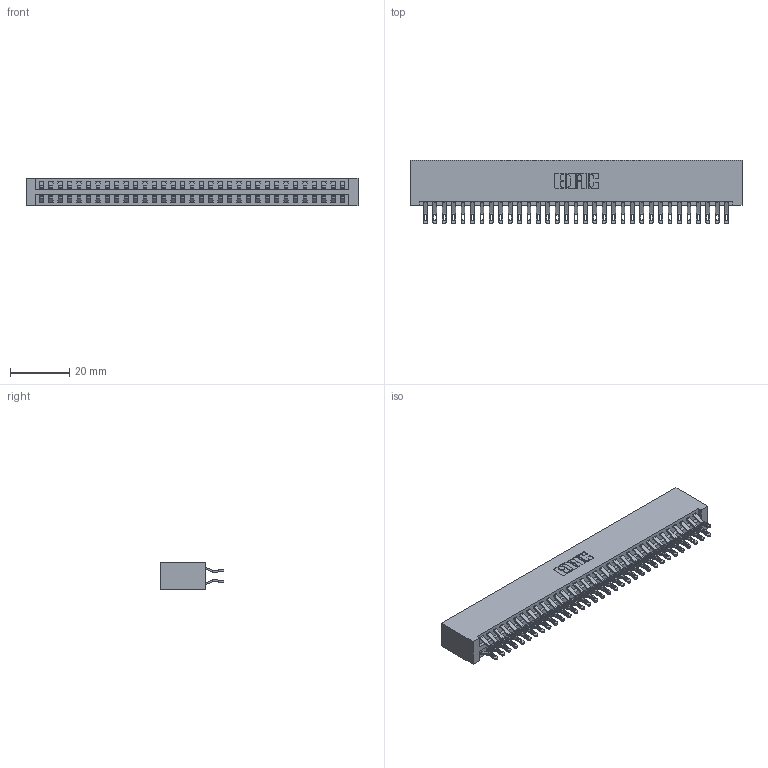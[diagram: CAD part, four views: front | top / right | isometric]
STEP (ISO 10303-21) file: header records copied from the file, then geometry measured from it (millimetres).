
FILE_DESCRIPTION (( 'STEP AP203' ), '1' );
FILE_NAME ('346-066-555-201.STEP', '2022-05-24T17:33:50', ( '' ), ( '' ), 'SwSTEP 2.0', 'SolidWorks 2020', '' );
FILE_SCHEMA (( 'CONFIG_CONTROL_DESIGN' ));
Length unit declared in the file: inch
Products named in the file (3): 346 Part_No Mounting Lugs; 345-292-001_555 Tail; 346-066-555-201
Assembly tree (67 placements, depth 2):
  346-066-555-201
    346 Part_No Mounting Lugs
    345-292-001_555 Tail  x66
Bounding box: 112.01 x 21.46 x 9.4 mm (x, y, z)
Volume: 11617.6 mm3; surface area: 16673.3 mm2
Topology: 67 solids, 67 shells, 3942 faces, 12383 edges, 8254 vertices
Faces by surface type: plane 2250, cylinder 1692
Entity records: 22797 total; most frequent: CARTESIAN_POINT 3802, ORIENTED_EDGE 3706, DIRECTION 3365, EDGE_CURVE 1853, LINE 1577, VECTOR 1577, VERTEX_POINT 1234, AXIS2_PLACEMENT_3D 894
